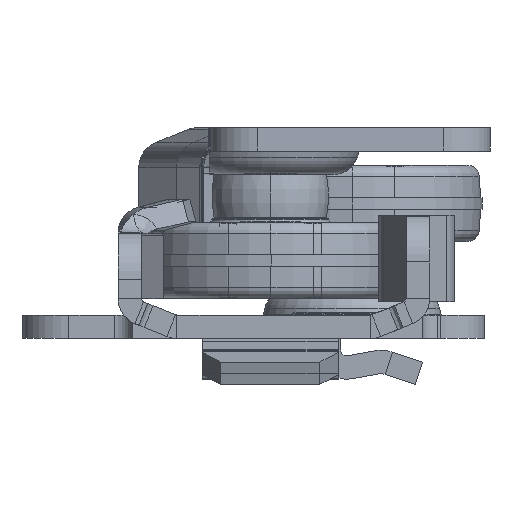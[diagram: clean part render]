
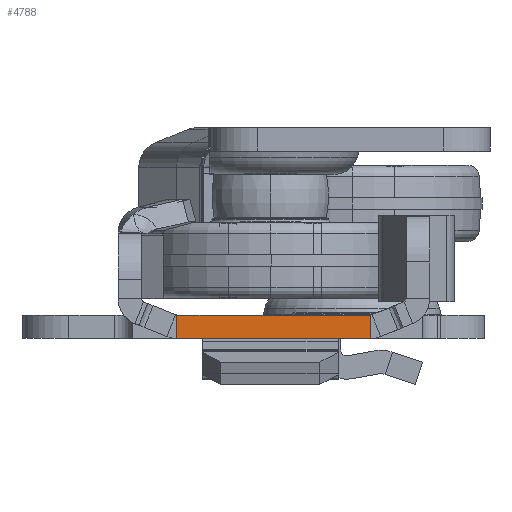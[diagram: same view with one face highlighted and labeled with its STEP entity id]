
A CAD part, left-side view. The second image highlights one B-rep face of the part: STEP entity #4788.
In plain terms, the highlighted planar face has unit normal (-1, 0, 0).
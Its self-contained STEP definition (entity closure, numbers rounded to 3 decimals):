
#521 = VERTEX_POINT ( 'NONE', #13836 ) ;
#539 = DIRECTION ( 'NONE',  ( 0., 0., -1. ) ) ;
#722 = CARTESIAN_POINT ( 'NONE',  ( -499.5, -9.522, 2. ) ) ;
#799 = CARTESIAN_POINT ( 'NONE',  ( -499.5, 7.022, 2. ) ) ;
#1161 = EDGE_CURVE ( 'NONE', #9259, #1507, #14193, .T. ) ;
#1493 = VECTOR ( 'NONE', #3785, 1000. ) ;
#1507 = VERTEX_POINT ( 'NONE', #4542 ) ;
#1804 = DIRECTION ( 'NONE',  ( 0., 1., 0. ) ) ;
#1983 = LINE ( 'NONE', #722, #8900 ) ;
#2749 = AXIS2_PLACEMENT_3D ( 'NONE', #3171, #8669, #1804 ) ;
#2911 = DIRECTION ( 'NONE',  ( 0., 1., 0. ) ) ;
#3171 = CARTESIAN_POINT ( 'NONE',  ( -499.5, -11.5, 2. ) ) ;
#3785 = DIRECTION ( 'NONE',  ( 0., 0., 1. ) ) ;
#4067 = VERTEX_POINT ( 'NONE', #15839 ) ;
#4261 = LINE ( 'NONE', #9749, #17412 ) ;
#4542 = CARTESIAN_POINT ( 'NONE',  ( -499.5, 7.022, 2. ) ) ;
#4788 = ADVANCED_FACE ( 'NONE', ( #11361 ), #16863, .T. ) ;
#7566 = CARTESIAN_POINT ( 'NONE',  ( -499.5, -9.522, 2. ) ) ;
#8252 = ORIENTED_EDGE ( 'NONE', *, *, #8312, .F. ) ;
#8312 = EDGE_CURVE ( 'NONE', #9259, #4067, #1983, .T. ) ;
#8669 = DIRECTION ( 'NONE',  ( -1., 0., 0. ) ) ;
#8900 = VECTOR ( 'NONE', #539, 1000. ) ;
#9259 = VERTEX_POINT ( 'NONE', #7566 ) ;
#9749 = CARTESIAN_POINT ( 'NONE',  ( -499.5, -21.25, 0. ) ) ;
#10260 = LINE ( 'NONE', #799, #1493 ) ;
#11196 = ORIENTED_EDGE ( 'NONE', *, *, #16054, .F. ) ;
#11361 = FACE_OUTER_BOUND ( 'NONE', #14177, .T. ) ;
#12699 = EDGE_CURVE ( 'NONE', #521, #1507, #10260, .T. ) ;
#13836 = CARTESIAN_POINT ( 'NONE',  ( -499.5, 7.022, 0. ) ) ;
#14177 = EDGE_LOOP ( 'NONE', ( #8252, #15094, #17639, #11196 ) ) ;
#14193 = LINE ( 'NONE', #14364, #15330 ) ;
#14364 = CARTESIAN_POINT ( 'NONE',  ( -499.5, -11.5, 2. ) ) ;
#15094 = ORIENTED_EDGE ( 'NONE', *, *, #1161, .T. ) ;
#15330 = VECTOR ( 'NONE', #15831, 1000. ) ;
#15831 = DIRECTION ( 'NONE',  ( 0., 1., 0. ) ) ;
#15839 = CARTESIAN_POINT ( 'NONE',  ( -499.5, -9.522, 0. ) ) ;
#16054 = EDGE_CURVE ( 'NONE', #4067, #521, #4261, .T. ) ;
#16863 = PLANE ( 'NONE',  #2749 ) ;
#17412 = VECTOR ( 'NONE', #2911, 1000. ) ;
#17639 = ORIENTED_EDGE ( 'NONE', *, *, #12699, .F. ) ;
